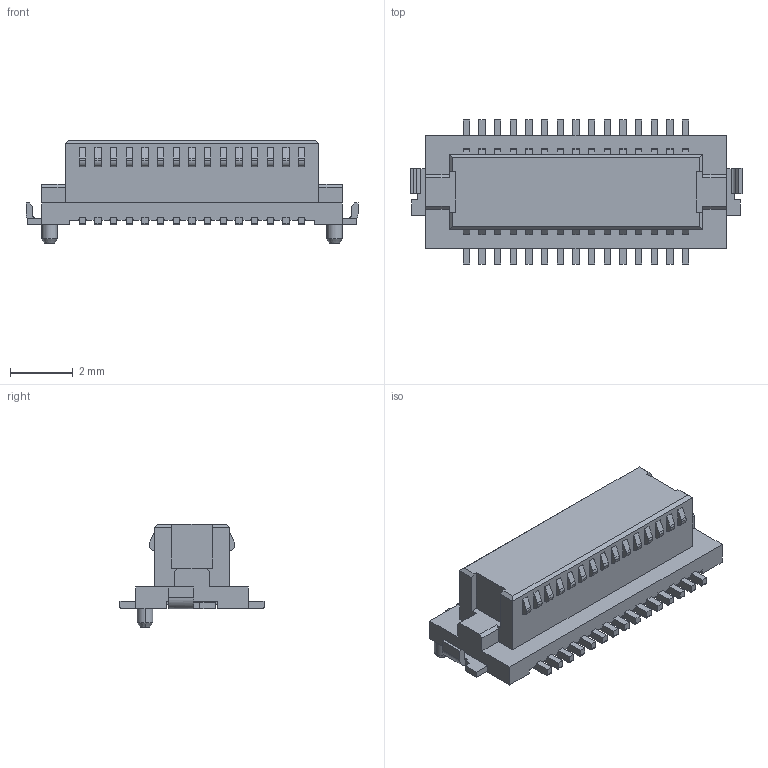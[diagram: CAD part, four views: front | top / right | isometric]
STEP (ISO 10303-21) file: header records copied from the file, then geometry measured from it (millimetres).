
FILE_DESCRIPTION(('CoCreate Modeling STEP Export'),'2;1');
FILE_NAME('DF12-30DS-0.5V.stp','2014-03-27T13:22:55',(''),(''),'CoCreate Modeling STEP processor for AP214 (Solid Model)','CoCreate Modeling 17.0 01-Apr-2010 (C) Parametric Technology GmbH','');
FILE_SCHEMA(('AUTOMOTIVE_DESIGN { 1 0 10303 214 1 1 1 1 }'));
Length unit declared in the file: millimetre
Products named in the file (1): DF12-30DS-0.5V
Bounding box: 10.6 x 4.6 x 3.3 mm (x, y, z)
Volume: 60.8 mm3; surface area: 171.8 mm2
Topology: 1 solids, 1 shells, 926 faces, 2584 edges, 1692 vertices
Faces by surface type: plane 760, cylinder 162, cone 4
Entity records: 27400 total; most frequent: ORIENTED_EDGE 5168, CARTESIAN_POINT 4795, DIRECTION 4088, EDGE_CURVE 2584, VECTOR 2118, LINE 2118, VERTEX_POINT 1692, AXIS2_PLACEMENT_3D 985
